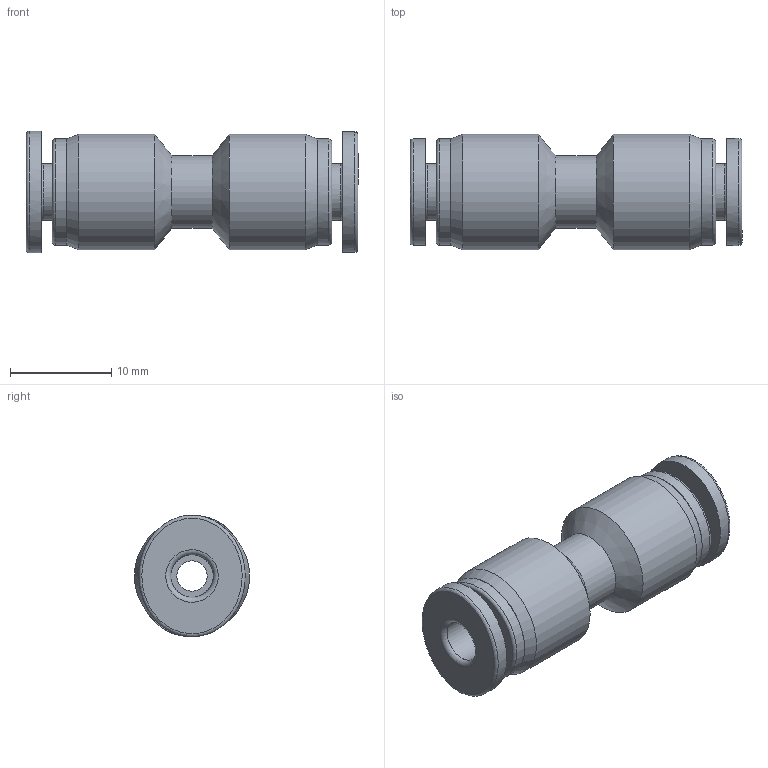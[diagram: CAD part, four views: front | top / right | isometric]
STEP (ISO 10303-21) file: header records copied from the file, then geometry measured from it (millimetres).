
FILE_DESCRIPTION(('FreeCAD Model'),'2;1');
FILE_NAME('Open CASCADE Shape Model','2025-05-11T15:49:07',('Author'),( ''),'Open CASCADE STEP processor 7.8','FreeCAD','Unknown');
FILE_SCHEMA(('AUTOMOTIVE_DESIGN { 1 0 10303 214 1 1 1 1 }'));
Length unit declared in the file: millimetre
Products named in the file (3): PU5-32; PU5-32-01; 5¨u32ÐÍÐ¿Ì×°´Å¥-×éÌ× £¨¸Ä£©¡Á¨¦¨¬¡Á 
¡ê¡§__¡ê__¨¢¡§|¡§__¨¢ _¨º_¡ì___¨º_
Assembly tree (3 placements, depth 2):
  PU5-32
    PU5-32-01
    5¨u32ÐÍÐ¿Ì×°´Å¥-×éÌ× £¨¸Ä£©¡Á¨¦¨¬¡Á 
¡ê¡§__¡ê__¨¢¡§|¡§__¨¢ _¨º_¡ì___¨º_  x2
Bounding box: 32.8 x 11.4 x 12 mm (x, y, z)
Volume: 3058.2 mm3; surface area: 3137.1 mm2
Topology: 3 solids, 3 shells, 68 faces, 123 edges, 77 vertices
Faces by surface type: plane 22, cylinder 20, torus 12, bspline 8, cone 6
Full cylindrical faces by diameter (mm): 3 x1, 4.2 x4, 5.6 x4, 7.2 x1, 8 x4, 10.5 x4, 11.4 x2
Entity records: 6319 total; most frequent: CARTESIAN_POINT 4168, DIRECTION 340, ORIENTED_EDGE 186, PCURVE 186, DEFINITIONAL_REPRESENTATION 186, LINE 134, VECTOR 134, AXIS2_PLACEMENT_3D 95
